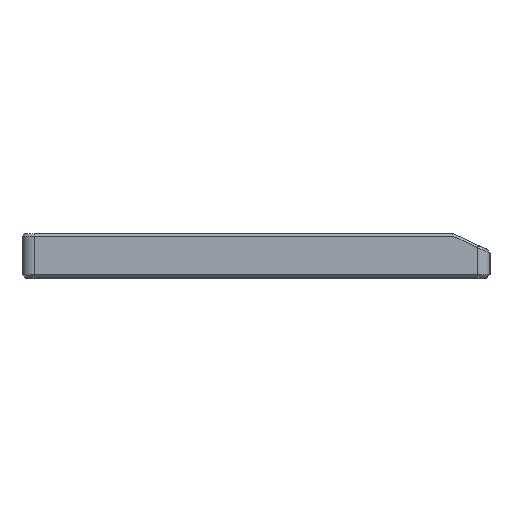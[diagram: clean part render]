
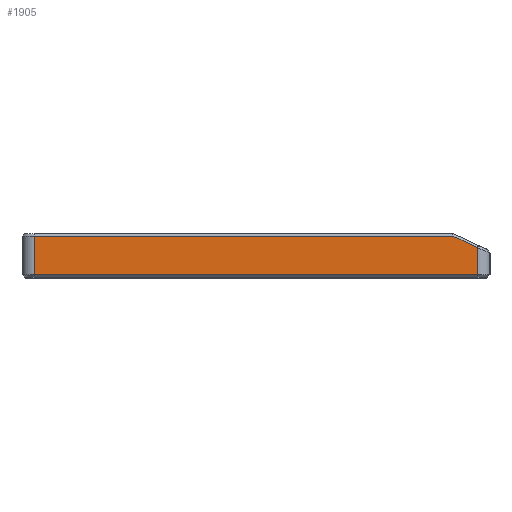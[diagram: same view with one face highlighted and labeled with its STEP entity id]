
A CAD part, left-side view. The second image highlights one B-rep face of the part: STEP entity #1905.
In plain terms, the highlighted planar face has unit normal (-1, 0, 0).
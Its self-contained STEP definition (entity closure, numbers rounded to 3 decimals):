
#19=B_SPLINE_CURVE_WITH_KNOTS('',3,(#2924,#2925,#2926,#2927),
 .UNSPECIFIED.,.F.,.F.,(4,4),(-1.571,-1.49),
 .UNSPECIFIED.);
#115=FACE_OUTER_BOUND('',#237,.T.);
#237=EDGE_LOOP('',(#1330,#1331,#1332,#1333,#1334,#1335));
#473=LINE('',#2909,#658);
#475=LINE('',#2916,#660);
#477=LINE('',#2922,#662);
#478=LINE('',#2929,#663);
#479=LINE('',#2930,#664);
#658=VECTOR('',#2303,10.);
#660=VECTOR('',#2313,10.);
#662=VECTOR('',#2319,10.);
#663=VECTOR('',#2320,10.);
#664=VECTOR('',#2321,10.);
#850=VERTEX_POINT('',#2901);
#852=VERTEX_POINT('',#2907);
#853=VERTEX_POINT('',#2915);
#855=VERTEX_POINT('',#2921);
#856=VERTEX_POINT('',#2923);
#857=VERTEX_POINT('',#2928);
#1033=EDGE_CURVE('',#852,#850,#473,.T.);
#1037=EDGE_CURVE('',#850,#853,#475,.T.);
#1040=EDGE_CURVE('',#855,#852,#477,.T.);
#1041=EDGE_CURVE('',#856,#855,#19,.T.);
#1042=EDGE_CURVE('',#857,#856,#478,.T.);
#1043=EDGE_CURVE('',#853,#857,#479,.T.);
#1330=ORIENTED_EDGE('',*,*,#1033,.F.);
#1331=ORIENTED_EDGE('',*,*,#1040,.F.);
#1332=ORIENTED_EDGE('',*,*,#1041,.F.);
#1333=ORIENTED_EDGE('',*,*,#1042,.F.);
#1334=ORIENTED_EDGE('',*,*,#1043,.F.);
#1335=ORIENTED_EDGE('',*,*,#1037,.F.);
#1845=PLANE('',#2057);
#1905=ADVANCED_FACE('',(#115),#1845,.T.);
#2057=AXIS2_PLACEMENT_3D('',#2920,#2317,#2318);
#2303=DIRECTION('',(0.,1.,0.));
#2313=DIRECTION('',(0.,0.,1.));
#2317=DIRECTION('center_axis',(-1.,0.,0.));
#2318=DIRECTION('ref_axis',(0.,-1.,0.));
#2319=DIRECTION('',(0.,0.,-1.));
#2320=DIRECTION('',(0.,-0.906,-0.423));
#2321=DIRECTION('',(0.,-1.,0.));
#2901=CARTESIAN_POINT('',(23.194,-25.581,0.95));
#2907=CARTESIAN_POINT('',(23.194,-118.881,0.95));
#2909=CARTESIAN_POINT('',(23.194,-47.981,0.95));
#2915=CARTESIAN_POINT('',(23.194,-25.581,9.1));
#2916=CARTESIAN_POINT('',(23.194,-25.581,1.6));
#2920=CARTESIAN_POINT('Origin',(23.194,-23.731,1.6));
#2921=CARTESIAN_POINT('',(23.194,-118.881,6.647));
#2922=CARTESIAN_POINT('',(23.194,-118.881,1.6));
#2923=CARTESIAN_POINT('',(23.194,-118.67,6.745));
#2924=CARTESIAN_POINT('Ctrl Pts',(23.194,-118.67,6.745));
#2925=CARTESIAN_POINT('Ctrl Pts',(23.194,-118.74,6.713));
#2926=CARTESIAN_POINT('Ctrl Pts',(23.194,-118.811,6.68));
#2927=CARTESIAN_POINT('Ctrl Pts',(23.194,-118.881,6.647));
#2928=CARTESIAN_POINT('',(23.194,-113.62,9.1));
#2929=CARTESIAN_POINT('',(23.194,-79.839,24.852));
#2930=CARTESIAN_POINT('',(23.194,-47.981,9.1));
